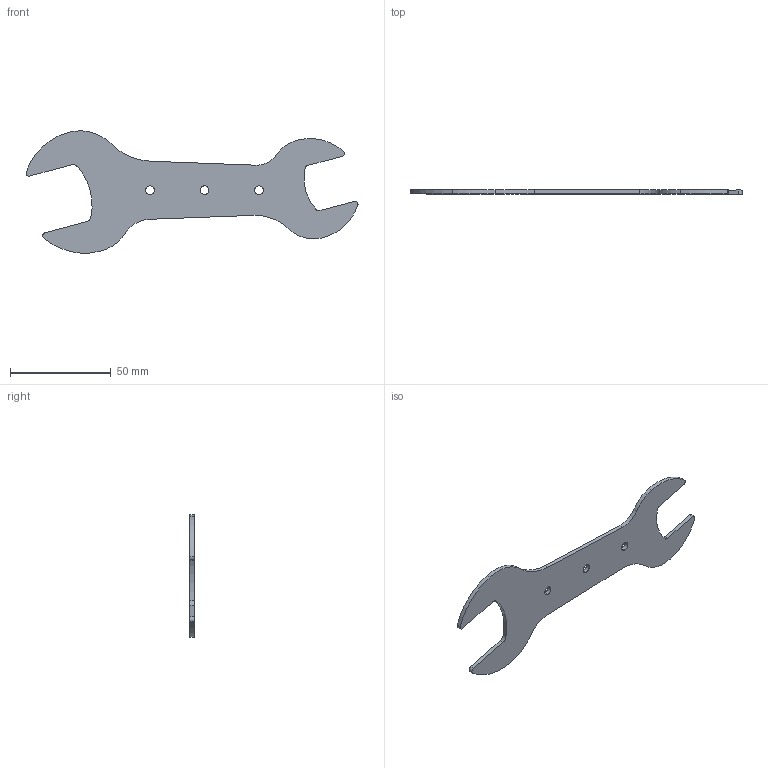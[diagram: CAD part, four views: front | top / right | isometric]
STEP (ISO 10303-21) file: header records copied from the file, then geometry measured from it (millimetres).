
FILE_DESCRIPTION( (''), '2;1');
FILE_NAME ('PC007.11996.TM-384-2329_10271.stp','2025-08-25T10:48:28',(''),(''),'spGate 19.8.4 (****-****-****-****)','','');
FILE_SCHEMA (('AUTOMOTIVE_DESIGN'));
Length unit declared in the file: millimetre
Bounding box: 164.56 x 2 x 60.62 mm (x, y, z)
Volume: 9577.4 mm3; surface area: 10659 mm2
Topology: 1 solids, 1 shells, 36 faces, 102 edges, 68 vertices
Faces by surface type: cylinder 28, plane 8
Entity records: 2017 total; most frequent: DIRECTION 224, CARTESIAN_POINT 212, ORIENTED_EDGE 204, COLOUR_RGB 139, PRESENTATION_STYLE_ASSIGNMENT 139, STYLED_ITEM 139, EDGE_CURVE 102, DRAUGHTING_PRE_DEFINED_CURVE_FONT 102
